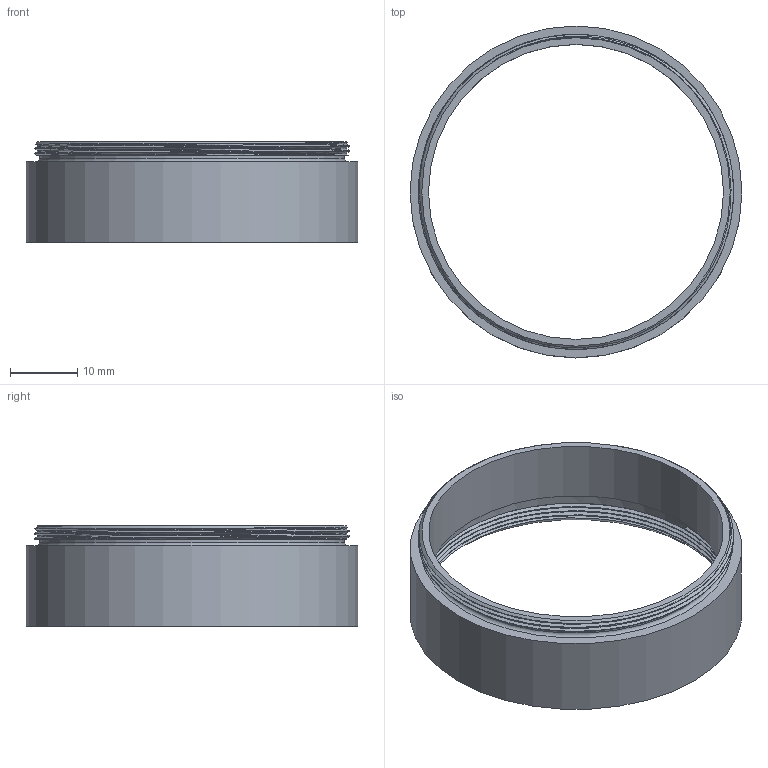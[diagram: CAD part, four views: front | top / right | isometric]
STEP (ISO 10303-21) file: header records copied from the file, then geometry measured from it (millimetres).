
FILE_DESCRIPTION(/* description */ (''),/* implementation_level */ '2;1');
FILE_NAME(/* name */ 'AO000399.stp',/* time_stamp */ '2014-03-03T10:19:47+01:00',/* author */ ('Wattenberg'),/* organization */ (''),/* preprocessor_version */ 'ST-DEVELOPER v15.2',/* originating_system */ 'Autodesk Inventor 2014',/* authorisation */ '');
FILE_SCHEMA (('AUTOMOTIVE_DESIGN { 1 0 10303 214 3 1 1 }'));
Length unit declared in the file: millimetre
Products named in the file (4): AO000399; AO000399_1
Bounding box: 49.5 x 49.5 x 15 mm (x, y, z)
Volume: 4212.6 mm3; surface area: 5724.8 mm2
Topology: 1 solids, 1 shells, 25 faces, 59 edges, 39 vertices
Faces by surface type: cylinder 9, plane 6, bspline 6, cone 3, torus 1
Full cylindrical faces by diameter (mm): 44 x1, 45.5 x1, 46.062 x4, 49.5 x1
Entity records: 2686 total; most frequent: CARTESIAN_POINT 2258, DIRECTION 73, ORIENTED_EDGE 68, AXIS2_PLACEMENT_3D 35, EDGE_CURVE 34, EDGE_LOOP 32, VERTEX_POINT 26, FACE_OUTER_BOUND 20
